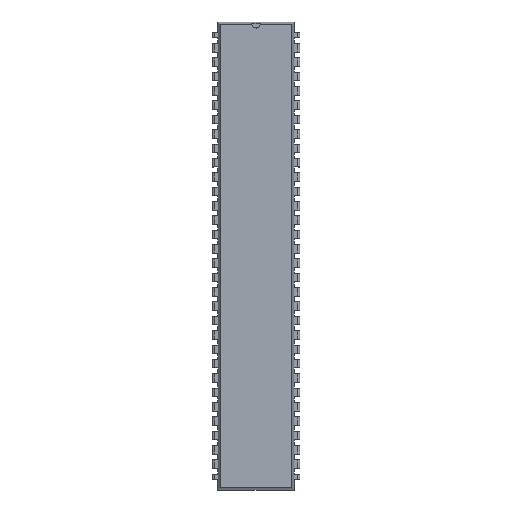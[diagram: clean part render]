
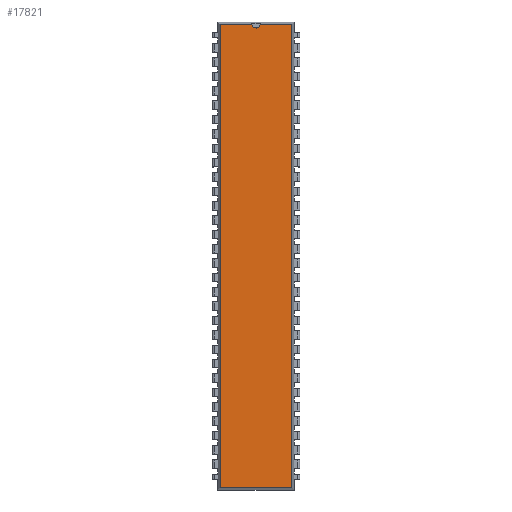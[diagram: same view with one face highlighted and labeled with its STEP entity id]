
A CAD part, top view. The second image highlights one B-rep face of the part: STEP entity #17821.
In plain terms, the highlighted planar face has unit normal (0, 0, 1).
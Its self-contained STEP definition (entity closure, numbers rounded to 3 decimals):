
#27=VECTOR('',#28,1.);
#28=DIRECTION('',(0.,1.,0.));
#34=VECTOR('',#35,1.);
#35=DIRECTION('',(-1.,0.,0.));
#41=VECTOR('',#42,1.);
#42=DIRECTION('',(0.,-1.,0.));
#46=VECTOR('',#47,1.);
#47=DIRECTION('',(1.,0.,0.));
#50=DIRECTION('',(0.,0.,-1.));
#6763=DIRECTION('',(0.,0.,-1.));
#9755=VERTEX_POINT('',#9756);
#9756=CARTESIAN_POINT('',(13.952,1.633,3.68));
#9758=ORIENTED_EDGE('',*,*,#9759,.F.);
#9759=EDGE_CURVE('',#9760,#9755,#9762,.T.);
#9760=VERTEX_POINT('',#9761);
#9761=CARTESIAN_POINT('',(13.952,-80.373,3.68));
#9762=LINE('',#9761,#27);
#13621=VERTEX_POINT('',#13622);
#13622=CARTESIAN_POINT('',(1.288,1.633,3.68));
#13624=ORIENTED_EDGE('',*,*,#13625,.F.);
#13625=EDGE_CURVE('',#13626,#13621,#13628,.T.);
#13626=VERTEX_POINT('',#13627);
#13627=CARTESIAN_POINT('',(6.874,1.633,3.68));
#13628=LINE('',#9756,#34);
#13842=VERTEX_POINT('',#13843);
#13843=CARTESIAN_POINT('',(8.366,1.633,3.68));
#13945=ORIENTED_EDGE('',*,*,#13946,.F.);
#13946=EDGE_CURVE('',#9755,#13842,#13628,.T.);
#14050=VERTEX_POINT('',#14051);
#14051=CARTESIAN_POINT('',(1.288,-80.373,3.68));
#14053=ORIENTED_EDGE('',*,*,#14054,.F.);
#14054=EDGE_CURVE('',#13621,#14050,#14055,.T.);
#14055=LINE('',#13622,#41);
#17816=ORIENTED_EDGE('',*,*,#17817,.F.);
#17817=EDGE_CURVE('',#14050,#9760,#17818,.T.);
#17818=LINE('',#14051,#46);
#17821=ADVANCED_FACE('',(#17822),#17833,.F.);
#17822=FACE_BOUND('',#17823,.F.);
#17823=EDGE_LOOP('',(#9758,#17816,#14053,#13624,#17824,#17831,#13945));
#17824=ORIENTED_EDGE('',*,*,#17825,.F.);
#17825=EDGE_CURVE('',#17826,#13626,#17828,.T.);
#17826=VERTEX_POINT('',#17827);
#17827=CARTESIAN_POINT('',(7.62,0.958,3.68));
#17828=CIRCLE('',#17829,0.75);
#17829=AXIS2_PLACEMENT_3D('',#17830,#6763,#42);
#17830=CARTESIAN_POINT('',(7.62,1.708,3.68));
#17831=ORIENTED_EDGE('',*,*,#17832,.F.);
#17832=EDGE_CURVE('',#13842,#17826,#17828,.T.);
#17833=PLANE('',#17834);
#17834=AXIS2_PLACEMENT_3D('',#9761,#50,#17835);
#17835=DIRECTION('',(-0.153,0.988,0.));
